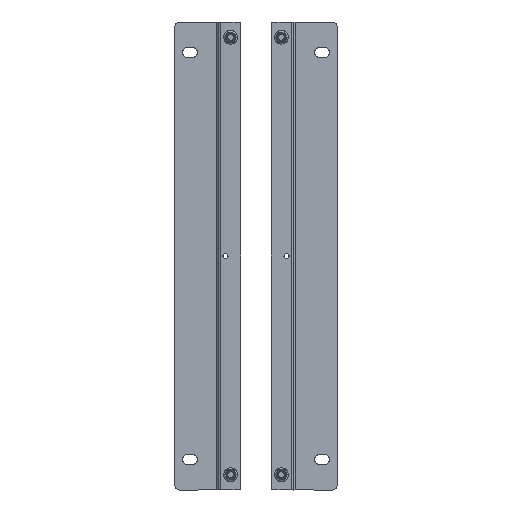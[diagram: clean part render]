
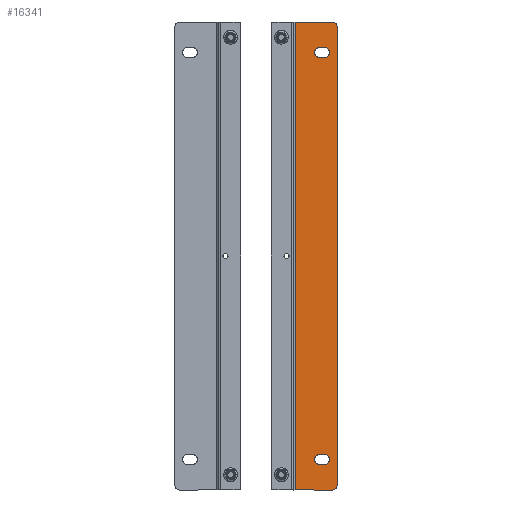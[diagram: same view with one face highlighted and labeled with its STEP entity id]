
A CAD part, front view. The second image highlights one B-rep face of the part: STEP entity #16341.
In plain terms, the highlighted planar face has unit normal (0, -1, 0).
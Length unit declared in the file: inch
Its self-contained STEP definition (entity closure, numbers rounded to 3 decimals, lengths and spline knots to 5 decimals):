
#9 = CARTESIAN_POINT ( 'NONE',  ( 1.17636, 0.125, 10.24 ) ) ;
#319 = VERTEX_POINT ( 'NONE', #13199 ) ;
#408 = CARTESIAN_POINT ( 'NONE',  ( 1.17636, 0.125, -9.76 ) ) ;
#491 = CARTESIAN_POINT ( 'NONE',  ( 2.37, 0.125, -10.24 ) ) ;
#640 = DIRECTION ( 'NONE',  ( 0., 1., 0. ) ) ;
#671 = ORIENTED_EDGE ( 'NONE', *, *, #2147, .T. ) ;
#870 = CARTESIAN_POINT ( 'NONE',  ( 1.17636, 0.125, 11.5 ) ) ;
#1097 = VERTEX_POINT ( 'NONE', #12423 ) ;
#1233 = VERTEX_POINT ( 'NONE', #3698 ) ;
#1274 = DIRECTION ( 'NONE',  ( 1., 0., 0. ) ) ;
#1333 = DIRECTION ( 'NONE',  ( 0., 1., 0. ) ) ;
#1496 = ORIENTED_EDGE ( 'NONE', *, *, #4231, .T. ) ;
#1577 = DIRECTION ( 'NONE',  ( 1., 0., 0. ) ) ;
#1703 = ORIENTED_EDGE ( 'NONE', *, *, #16810, .T. ) ;
#1795 = EDGE_CURVE ( 'NONE', #2729, #1926, #18035, .T. ) ;
#1919 = AXIS2_PLACEMENT_3D ( 'NONE', #870, #9188, #10884 ) ;
#1926 = VERTEX_POINT ( 'NONE', #8994 ) ;
#1971 = EDGE_CURVE ( 'NONE', #1233, #7485, #8508, .T. ) ;
#2021 = DIRECTION ( 'NONE',  ( 0., 0., -1. ) ) ;
#2062 = VERTEX_POINT ( 'NONE', #17104 ) ;
#2103 = AXIS2_PLACEMENT_3D ( 'NONE', #3883, #6731, #9413 ) ;
#2144 = LINE ( 'NONE', #13457, #7225 ) ;
#2147 = EDGE_CURVE ( 'NONE', #2681, #2729, #4042, .T. ) ;
#2513 = CARTESIAN_POINT ( 'NONE',  ( 2.62, 0.125, 9.76 ) ) ;
#2681 = VERTEX_POINT ( 'NONE', #4419 ) ;
#2729 = VERTEX_POINT ( 'NONE', #11587 ) ;
#2994 = DIRECTION ( 'NONE',  ( 0., 0., -1. ) ) ;
#3126 = CARTESIAN_POINT ( 'NONE',  ( 1.17636, 0.125, -10.24 ) ) ;
#3230 = DIRECTION ( 'NONE',  ( 0., -1., 0. ) ) ;
#3462 = CARTESIAN_POINT ( 'NONE',  ( 2.62, 0.125, 10.24 ) ) ;
#3698 = CARTESIAN_POINT ( 'NONE',  ( 2.62, 0.125, -10.24 ) ) ;
#3883 = CARTESIAN_POINT ( 'NONE',  ( 2.37, 0.125, 10. ) ) ;
#4006 = ORIENTED_EDGE ( 'NONE', *, *, #12700, .T. ) ;
#4042 = CIRCLE ( 'NONE', #4953, 0.25 ) ;
#4078 = CIRCLE ( 'NONE', #9290, 0.24 ) ;
#4231 = EDGE_CURVE ( 'NONE', #10709, #11931, #2144, .T. ) ;
#4419 = CARTESIAN_POINT ( 'NONE',  ( 3.245, 0.125, 11.25 ) ) ;
#4481 = CIRCLE ( 'NONE', #2103, 0.24 ) ;
#4521 = LINE ( 'NONE', #8780, #6414 ) ;
#4522 = EDGE_CURVE ( 'NONE', #1097, #8631, #4521, .T. ) ;
#4892 = EDGE_CURVE ( 'NONE', #9337, #1233, #4078, .T. ) ;
#4953 = AXIS2_PLACEMENT_3D ( 'NONE', #16912, #3230, #7440 ) ;
#5066 = VERTEX_POINT ( 'NONE', #3462 ) ;
#5081 = VECTOR ( 'NONE', #10668, 39.37008 ) ;
#5225 = CARTESIAN_POINT ( 'NONE',  ( 2.37, 0.125, 9.76 ) ) ;
#5288 = ORIENTED_EDGE ( 'NONE', *, *, #1971, .T. ) ;
#5341 = CIRCLE ( 'NONE', #10201, 0.24 ) ;
#5500 = CARTESIAN_POINT ( 'NONE',  ( 2.995, 0.125, -11.5 ) ) ;
#5606 = CIRCLE ( 'NONE', #11375, 0.25 ) ;
#5955 = CARTESIAN_POINT ( 'NONE',  ( 2.37, 0.125, -9.76 ) ) ;
#6096 = ORIENTED_EDGE ( 'NONE', *, *, #12149, .T. ) ;
#6414 = VECTOR ( 'NONE', #16813, 39.37008 ) ;
#6731 = DIRECTION ( 'NONE',  ( 0., 1., 0. ) ) ;
#6776 = DIRECTION ( 'NONE',  ( 0., 0., 1. ) ) ;
#6836 = FACE_OUTER_BOUND ( 'NONE', #12923, .T. ) ;
#7225 = VECTOR ( 'NONE', #7735, 39.37008 ) ;
#7227 = CARTESIAN_POINT ( 'NONE',  ( 2.62, 0.125, -10. ) ) ;
#7400 = VECTOR ( 'NONE', #6776, 39.37008 ) ;
#7440 = DIRECTION ( 'NONE',  ( 0., 0., -1. ) ) ;
#7450 = AXIS2_PLACEMENT_3D ( 'NONE', #10291, #640, #17182 ) ;
#7485 = VERTEX_POINT ( 'NONE', #491 ) ;
#7735 = DIRECTION ( 'NONE',  ( -1., 0., 0. ) ) ;
#8508 = LINE ( 'NONE', #3126, #11884 ) ;
#8535 = DIRECTION ( 'NONE',  ( -1., 0., 0. ) ) ;
#8631 = VERTEX_POINT ( 'NONE', #5500 ) ;
#8780 = CARTESIAN_POINT ( 'NONE',  ( 1.17636, 0.125, -11.5 ) ) ;
#8938 = CARTESIAN_POINT ( 'NONE',  ( 2.62, 0.125, -9.76 ) ) ;
#8994 = CARTESIAN_POINT ( 'NONE',  ( 1.17636, 0.125, 11.5 ) ) ;
#9188 = DIRECTION ( 'NONE',  ( 0., -1., 0. ) ) ;
#9290 = AXIS2_PLACEMENT_3D ( 'NONE', #7227, #1333, #2994 ) ;
#9337 = VERTEX_POINT ( 'NONE', #8938 ) ;
#9413 = DIRECTION ( 'NONE',  ( 0., 0., -1. ) ) ;
#9434 = FACE_BOUND ( 'NONE', #14861, .T. ) ;
#9960 = LINE ( 'NONE', #408, #12883 ) ;
#10116 = VECTOR ( 'NONE', #8535, 39.37008 ) ;
#10201 = AXIS2_PLACEMENT_3D ( 'NONE', #14434, #14158, #2021 ) ;
#10291 = CARTESIAN_POINT ( 'NONE',  ( 2.37, 0.125, -10. ) ) ;
#10668 = DIRECTION ( 'NONE',  ( 0., 0., -1. ) ) ;
#10709 = VERTEX_POINT ( 'NONE', #2513 ) ;
#10884 = DIRECTION ( 'NONE',  ( 0., 0., -1. ) ) ;
#11216 = EDGE_CURVE ( 'NONE', #8631, #2062, #5606, .T. ) ;
#11375 = AXIS2_PLACEMENT_3D ( 'NONE', #15903, #11793, #17116 ) ;
#11522 = ORIENTED_EDGE ( 'NONE', *, *, #4522, .T. ) ;
#11587 = CARTESIAN_POINT ( 'NONE',  ( 2.995, 0.125, 11.5 ) ) ;
#11793 = DIRECTION ( 'NONE',  ( 0., -1., 0. ) ) ;
#11884 = VECTOR ( 'NONE', #14063, 39.37008 ) ;
#11931 = VERTEX_POINT ( 'NONE', #5225 ) ;
#12149 = EDGE_CURVE ( 'NONE', #319, #5066, #16907, .T. ) ;
#12173 = PLANE ( 'NONE',  #1919 ) ;
#12423 = CARTESIAN_POINT ( 'NONE',  ( 1.17636, 0.125, -11.5 ) ) ;
#12553 = LINE ( 'NONE', #16687, #7400 ) ;
#12700 = EDGE_CURVE ( 'NONE', #11931, #319, #4481, .T. ) ;
#12855 = EDGE_CURVE ( 'NONE', #1926, #1097, #15983, .T. ) ;
#12882 = ORIENTED_EDGE ( 'NONE', *, *, #15119, .T. ) ;
#12883 = VECTOR ( 'NONE', #1577, 39.37008 ) ;
#12923 = EDGE_LOOP ( 'NONE', ( #16927, #671, #16659, #17314, #11522, #15848 ) ) ;
#13114 = EDGE_CURVE ( 'NONE', #2062, #2681, #12553, .T. ) ;
#13199 = CARTESIAN_POINT ( 'NONE',  ( 2.37, 0.125, 10.24 ) ) ;
#13457 = CARTESIAN_POINT ( 'NONE',  ( 1.17636, 0.125, 9.76 ) ) ;
#13550 = FACE_BOUND ( 'NONE', #15929, .T. ) ;
#13678 = ORIENTED_EDGE ( 'NONE', *, *, #17341, .T. ) ;
#14056 = VERTEX_POINT ( 'NONE', #5955 ) ;
#14063 = DIRECTION ( 'NONE',  ( -1., 0., 0. ) ) ;
#14158 = DIRECTION ( 'NONE',  ( 0., 1., 0. ) ) ;
#14434 = CARTESIAN_POINT ( 'NONE',  ( 2.62, 0.125, 10. ) ) ;
#14861 = EDGE_LOOP ( 'NONE', ( #1703, #1496, #4006, #6096 ) ) ;
#14966 = CARTESIAN_POINT ( 'NONE',  ( 1.17636, 0.125, 11.5 ) ) ;
#15119 = EDGE_CURVE ( 'NONE', #7485, #14056, #15273, .T. ) ;
#15273 = CIRCLE ( 'NONE', #7450, 0.24 ) ;
#15848 = ORIENTED_EDGE ( 'NONE', *, *, #11216, .T. ) ;
#15903 = CARTESIAN_POINT ( 'NONE',  ( 2.995, 0.125, -11.25 ) ) ;
#15913 = ORIENTED_EDGE ( 'NONE', *, *, #4892, .T. ) ;
#15929 = EDGE_LOOP ( 'NONE', ( #15913, #5288, #12882, #13678 ) ) ;
#15983 = LINE ( 'NONE', #14966, #5081 ) ;
#16341 = ADVANCED_FACE ( 'NONE', ( #9434, #13550, #6836 ), #12173, .T. ) ;
#16364 = VECTOR ( 'NONE', #1274, 39.37008 ) ;
#16645 = CARTESIAN_POINT ( 'NONE',  ( 1.17636, 0.125, 11.5 ) ) ;
#16659 = ORIENTED_EDGE ( 'NONE', *, *, #1795, .T. ) ;
#16687 = CARTESIAN_POINT ( 'NONE',  ( 3.245, 0.125, 11.5 ) ) ;
#16810 = EDGE_CURVE ( 'NONE', #5066, #10709, #5341, .T. ) ;
#16813 = DIRECTION ( 'NONE',  ( 1., 0., 0. ) ) ;
#16907 = LINE ( 'NONE', #9, #16364 ) ;
#16912 = CARTESIAN_POINT ( 'NONE',  ( 2.995, 0.125, 11.25 ) ) ;
#16927 = ORIENTED_EDGE ( 'NONE', *, *, #13114, .T. ) ;
#17104 = CARTESIAN_POINT ( 'NONE',  ( 3.245, 0.125, -11.25 ) ) ;
#17116 = DIRECTION ( 'NONE',  ( 0., 0., -1. ) ) ;
#17182 = DIRECTION ( 'NONE',  ( 0., 0., -1. ) ) ;
#17314 = ORIENTED_EDGE ( 'NONE', *, *, #12855, .T. ) ;
#17341 = EDGE_CURVE ( 'NONE', #14056, #9337, #9960, .T. ) ;
#18035 = LINE ( 'NONE', #16645, #10116 ) ;
